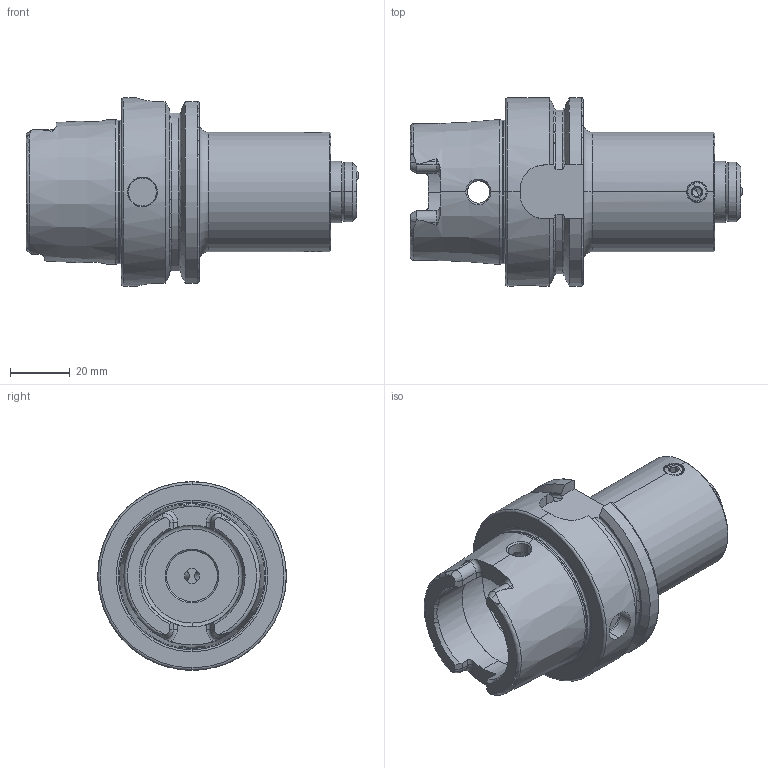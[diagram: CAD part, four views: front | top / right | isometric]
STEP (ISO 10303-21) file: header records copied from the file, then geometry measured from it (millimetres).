
FILE_DESCRIPTION (( 'STEP AP214' ), '1' );
FILE_NAME ('HA6.HA4.K01.070.STEP', '2020-09-11T07:29:26', ( '' ), ( '' ), 'SwSTEP 2.0', 'SolidWorks 2017', '' );
FILE_SCHEMA (( 'AUTOMOTIVE_DESIGN' ));
Length unit declared in the file: millimetre
Products named in the file (11): HA4-ER2.001.005_A; Stift; Spindel; Backe; Dichtung; ISO 13337 - 3 x 14_Spring Pin ISO 13337 - 3 x 16 - St; DIN 3771 - 12x1.5; HA6.HA4.K01.070; GrundkörperHSK40; HA4-ER1.001.000; HA6-HA4.K01.070_D_Fertigbearbeitung
Assembly tree (12 placements, depth 3):
  HA6.HA4.K01.070
    HA6-HA4.K01.070_D_Fertigbearbeitung
    HA4-ER1.001.000
      GrundkörperHSK40
      DIN 3771 - 12x1.5
      Dichtung
      Backe  x2
      Spindel
      Stift
    HA4-ER2.001.005_A  x2
    ISO 13337 - 3 x 14_Spring Pin ISO 13337 - 3 x 16 - St
Bounding box: 110.95 x 63 x 63 mm (x, y, z)
Volume: 128624.2 mm3; surface area: 40002.3 mm2
Topology: 11 solids, 11 shells, 482 faces, 1212 edges, 752 vertices
Faces by surface type: plane 157, cylinder 149, cone 93, torus 67, bspline 16
Entity records: 17089 total; most frequent: CARTESIAN_POINT 4898, DIRECTION 2236, ORIENTED_EDGE 2224, EDGE_CURVE 1112, AXIS2_PLACEMENT_3D 910, VERTEX_POINT 697, EDGE_LOOP 473, CIRCLE 472
